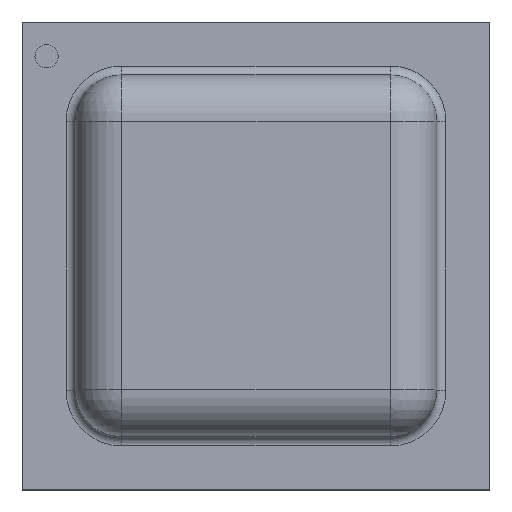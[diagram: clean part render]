
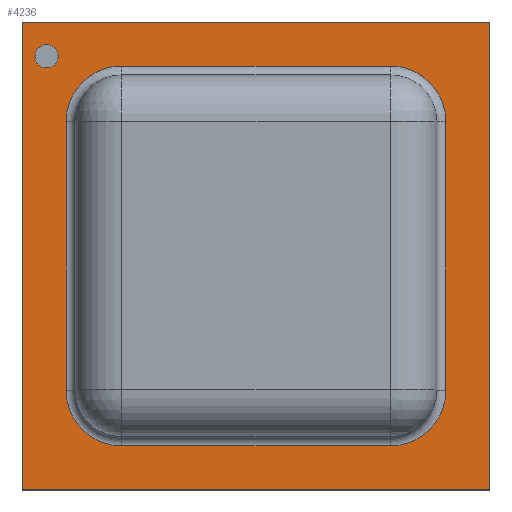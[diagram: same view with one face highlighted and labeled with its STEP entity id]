
A CAD part, top view. The second image highlights one B-rep face of the part: STEP entity #4236.
In plain terms, the highlighted planar face has unit normal (0, 0, 1).
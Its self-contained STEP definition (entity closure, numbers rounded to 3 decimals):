
#183 = CARTESIAN_POINT ( 'NONE',  ( 5.05, 5.05, 0.8 ) ) ;
#558 = CARTESIAN_POINT ( 'NONE',  ( -4.1, -2.9, 0.8 ) ) ;
#563 = CARTESIAN_POINT ( 'NONE',  ( 5.05, -5.05, 0.8 ) ) ;
#590 = FACE_OUTER_BOUND ( 'NONE', #10497, .T. ) ;
#676 = CIRCLE ( 'NONE', #12206, 0.25 ) ;
#780 = LINE ( 'NONE', #15276, #7214 ) ;
#852 = CIRCLE ( 'NONE', #18596, 1.2 ) ;
#963 = EDGE_CURVE ( 'NONE', #12831, #13750, #3896, .T. ) ;
#1177 = DIRECTION ( 'NONE',  ( 1., 0., 0. ) ) ;
#1757 = VECTOR ( 'NONE', #8997, 1000. ) ;
#2090 = ORIENTED_EDGE ( 'NONE', *, *, #11278, .T. ) ;
#2135 = CARTESIAN_POINT ( 'NONE',  ( -5.05, -5.05, 0.8 ) ) ;
#2327 = EDGE_CURVE ( 'NONE', #3442, #11990, #6597, .T. ) ;
#2475 = ORIENTED_EDGE ( 'NONE', *, *, #5874, .T. ) ;
#2559 = CARTESIAN_POINT ( 'NONE',  ( 2.9, -2.9, 0.8 ) ) ;
#2842 = CARTESIAN_POINT ( 'NONE',  ( 4.1, 2.9, 0.8 ) ) ;
#2984 = VECTOR ( 'NONE', #9567, 1000. ) ;
#3226 = VERTEX_POINT ( 'NONE', #183 ) ;
#3268 = CARTESIAN_POINT ( 'NONE',  ( 0., 4.1, 0.8 ) ) ;
#3306 = LINE ( 'NONE', #9611, #11074 ) ;
#3371 = VECTOR ( 'NONE', #5448, 1000. ) ;
#3442 = VERTEX_POINT ( 'NONE', #9047 ) ;
#3896 = LINE ( 'NONE', #8882, #3371 ) ;
#4079 = ORIENTED_EDGE ( 'NONE', *, *, #14997, .T. ) ;
#4129 = CARTESIAN_POINT ( 'NONE',  ( 0., -4.1, 0.8 ) ) ;
#4236 = ADVANCED_FACE ( 'NONE', ( #14693, #13073, #590 ), #16332, .T. ) ;
#4246 = LINE ( 'NONE', #16988, #8309 ) ;
#4311 = DIRECTION ( 'NONE',  ( 1., 0., 0. ) ) ;
#4617 = ORIENTED_EDGE ( 'NONE', *, *, #9309, .T. ) ;
#4832 = AXIS2_PLACEMENT_3D ( 'NONE', #12058, #18388, #4311 ) ;
#5292 = CARTESIAN_POINT ( 'NONE',  ( -5.05, 5.05, 0.8 ) ) ;
#5448 = DIRECTION ( 'NONE',  ( 0., 1., 0. ) ) ;
#5697 = DIRECTION ( 'NONE',  ( 0., 0., 1. ) ) ;
#5874 = EDGE_CURVE ( 'NONE', #6420, #13564, #7745, .T. ) ;
#5896 = DIRECTION ( 'NONE',  ( 0., 1., 0. ) ) ;
#5935 = AXIS2_PLACEMENT_3D ( 'NONE', #2559, #10199, #7275 ) ;
#5960 = EDGE_CURVE ( 'NONE', #18935, #19381, #19439, .T. ) ;
#6156 = CARTESIAN_POINT ( 'NONE',  ( -4.27, 4.311, 0.8 ) ) ;
#6299 = DIRECTION ( 'NONE',  ( 0., -1., 0. ) ) ;
#6420 = VERTEX_POINT ( 'NONE', #5292 ) ;
#6458 = DIRECTION ( 'NONE',  ( 0., -1., 0. ) ) ;
#6597 = CIRCLE ( 'NONE', #5935, 1.2 ) ;
#6600 = ORIENTED_EDGE ( 'NONE', *, *, #2327, .T. ) ;
#6773 = EDGE_CURVE ( 'NONE', #15802, #18748, #676, .T. ) ;
#6779 = ORIENTED_EDGE ( 'NONE', *, *, #6773, .F. ) ;
#7214 = VECTOR ( 'NONE', #1177, 1000. ) ;
#7275 = DIRECTION ( 'NONE',  ( 1., 0., 0. ) ) ;
#7497 = CARTESIAN_POINT ( 'NONE',  ( 0., 0., 0.8 ) ) ;
#7634 = DIRECTION ( 'NONE',  ( 0., 0., -1. ) ) ;
#7745 = LINE ( 'NONE', #15329, #17153 ) ;
#8309 = VECTOR ( 'NONE', #5896, 1000. ) ;
#8435 = CIRCLE ( 'NONE', #15935, 0.25 ) ;
#8882 = CARTESIAN_POINT ( 'NONE',  ( -4.1, 0., 0.8 ) ) ;
#8919 = DIRECTION ( 'NONE',  ( 1., 0., 0. ) ) ;
#8997 = DIRECTION ( 'NONE',  ( -1., 0., 0. ) ) ;
#9047 = CARTESIAN_POINT ( 'NONE',  ( 4.1, -2.9, 0.8 ) ) ;
#9187 = VECTOR ( 'NONE', #6458, 1000. ) ;
#9309 = EDGE_CURVE ( 'NONE', #19381, #3442, #12942, .T. ) ;
#9483 = DIRECTION ( 'NONE',  ( 0., 0., 1. ) ) ;
#9567 = DIRECTION ( 'NONE',  ( 1., 0., 0. ) ) ;
#9611 = CARTESIAN_POINT ( 'NONE',  ( -5.05, 5.05, 0.8 ) ) ;
#10026 = ORIENTED_EDGE ( 'NONE', *, *, #15185, .T. ) ;
#10076 = CARTESIAN_POINT ( 'NONE',  ( 4.1, 0., 0.8 ) ) ;
#10199 = DIRECTION ( 'NONE',  ( 0., 0., -1. ) ) ;
#10333 = LINE ( 'NONE', #4129, #1757 ) ;
#10497 = EDGE_LOOP ( 'NONE', ( #2090, #4079, #2475, #19193 ) ) ;
#10513 = DIRECTION ( 'NONE',  ( 1., 0., 0. ) ) ;
#10718 = DIRECTION ( 'NONE',  ( 1., 0., 0. ) ) ;
#10950 = DIRECTION ( 'NONE',  ( 1., 0., 0. ) ) ;
#11074 = VECTOR ( 'NONE', #17479, 1000. ) ;
#11278 = EDGE_CURVE ( 'NONE', #15309, #3226, #4246, .T. ) ;
#11990 = VERTEX_POINT ( 'NONE', #15787 ) ;
#12058 = CARTESIAN_POINT ( 'NONE',  ( -2.9, 2.9, 0.8 ) ) ;
#12206 = AXIS2_PLACEMENT_3D ( 'NONE', #13980, #9483, #13147 ) ;
#12244 = CARTESIAN_POINT ( 'NONE',  ( -2.9, -2.9, 0.8 ) ) ;
#12781 = ORIENTED_EDGE ( 'NONE', *, *, #20048, .T. ) ;
#12831 = VERTEX_POINT ( 'NONE', #558 ) ;
#12942 = LINE ( 'NONE', #10076, #9187 ) ;
#13073 = FACE_BOUND ( 'NONE', #15602, .T. ) ;
#13147 = DIRECTION ( 'NONE',  ( 1., 0., 0. ) ) ;
#13469 = DIRECTION ( 'NONE',  ( 0., 0., -1. ) ) ;
#13564 = VERTEX_POINT ( 'NONE', #2135 ) ;
#13750 = VERTEX_POINT ( 'NONE', #15667 ) ;
#13980 = CARTESIAN_POINT ( 'NONE',  ( -4.52, 4.311, 0.8 ) ) ;
#13998 = EDGE_CURVE ( 'NONE', #18748, #15802, #8435, .T. ) ;
#14302 = CARTESIAN_POINT ( 'NONE',  ( 2.9, 4.1, 0.8 ) ) ;
#14536 = ORIENTED_EDGE ( 'NONE', *, *, #15151, .T. ) ;
#14566 = AXIS2_PLACEMENT_3D ( 'NONE', #7497, #18497, #10513 ) ;
#14693 = FACE_BOUND ( 'NONE', #16526, .T. ) ;
#14997 = EDGE_CURVE ( 'NONE', #3226, #6420, #3306, .T. ) ;
#15151 = EDGE_CURVE ( 'NONE', #13750, #17181, #18915, .T. ) ;
#15185 = EDGE_CURVE ( 'NONE', #19157, #12831, #852, .T. ) ;
#15276 = CARTESIAN_POINT ( 'NONE',  ( -5.05, -5.05, 0.8 ) ) ;
#15309 = VERTEX_POINT ( 'NONE', #563 ) ;
#15329 = CARTESIAN_POINT ( 'NONE',  ( -5.05, 5.05, 0.8 ) ) ;
#15602 = EDGE_LOOP ( 'NONE', ( #18381, #14536, #16116, #18762, #4617, #6600, #12781, #10026 ) ) ;
#15667 = CARTESIAN_POINT ( 'NONE',  ( -4.1, 2.9, 0.8 ) ) ;
#15787 = CARTESIAN_POINT ( 'NONE',  ( 2.9, -4.1, 0.8 ) ) ;
#15802 = VERTEX_POINT ( 'NONE', #6156 ) ;
#15931 = CARTESIAN_POINT ( 'NONE',  ( -2.9, 4.1, 0.8 ) ) ;
#15935 = AXIS2_PLACEMENT_3D ( 'NONE', #18232, #5697, #8919 ) ;
#16116 = ORIENTED_EDGE ( 'NONE', *, *, #18313, .T. ) ;
#16332 = PLANE ( 'NONE',  #14566 ) ;
#16364 = CARTESIAN_POINT ( 'NONE',  ( -4.77, 4.311, 0.8 ) ) ;
#16526 = EDGE_LOOP ( 'NONE', ( #6779, #19738 ) ) ;
#16988 = CARTESIAN_POINT ( 'NONE',  ( 5.05, 5.05, 0.8 ) ) ;
#17153 = VECTOR ( 'NONE', #6299, 1000. ) ;
#17181 = VERTEX_POINT ( 'NONE', #15931 ) ;
#17348 = LINE ( 'NONE', #3268, #2984 ) ;
#17479 = DIRECTION ( 'NONE',  ( -1., 0., 0. ) ) ;
#17609 = EDGE_CURVE ( 'NONE', #13564, #15309, #780, .T. ) ;
#18232 = CARTESIAN_POINT ( 'NONE',  ( -4.52, 4.311, 0.8 ) ) ;
#18313 = EDGE_CURVE ( 'NONE', #17181, #18935, #17348, .T. ) ;
#18381 = ORIENTED_EDGE ( 'NONE', *, *, #963, .T. ) ;
#18388 = DIRECTION ( 'NONE',  ( 0., 0., -1. ) ) ;
#18497 = DIRECTION ( 'NONE',  ( 0., 0., 1. ) ) ;
#18596 = AXIS2_PLACEMENT_3D ( 'NONE', #12244, #13469, #10718 ) ;
#18748 = VERTEX_POINT ( 'NONE', #16364 ) ;
#18762 = ORIENTED_EDGE ( 'NONE', *, *, #5960, .T. ) ;
#18828 = CARTESIAN_POINT ( 'NONE',  ( 2.9, 2.9, 0.8 ) ) ;
#18915 = CIRCLE ( 'NONE', #4832, 1.2 ) ;
#18935 = VERTEX_POINT ( 'NONE', #14302 ) ;
#19157 = VERTEX_POINT ( 'NONE', #19828 ) ;
#19193 = ORIENTED_EDGE ( 'NONE', *, *, #17609, .T. ) ;
#19381 = VERTEX_POINT ( 'NONE', #2842 ) ;
#19439 = CIRCLE ( 'NONE', #19767, 1.2 ) ;
#19738 = ORIENTED_EDGE ( 'NONE', *, *, #13998, .F. ) ;
#19767 = AXIS2_PLACEMENT_3D ( 'NONE', #18828, #7634, #10950 ) ;
#19828 = CARTESIAN_POINT ( 'NONE',  ( -2.9, -4.1, 0.8 ) ) ;
#20048 = EDGE_CURVE ( 'NONE', #11990, #19157, #10333, .T. ) ;
